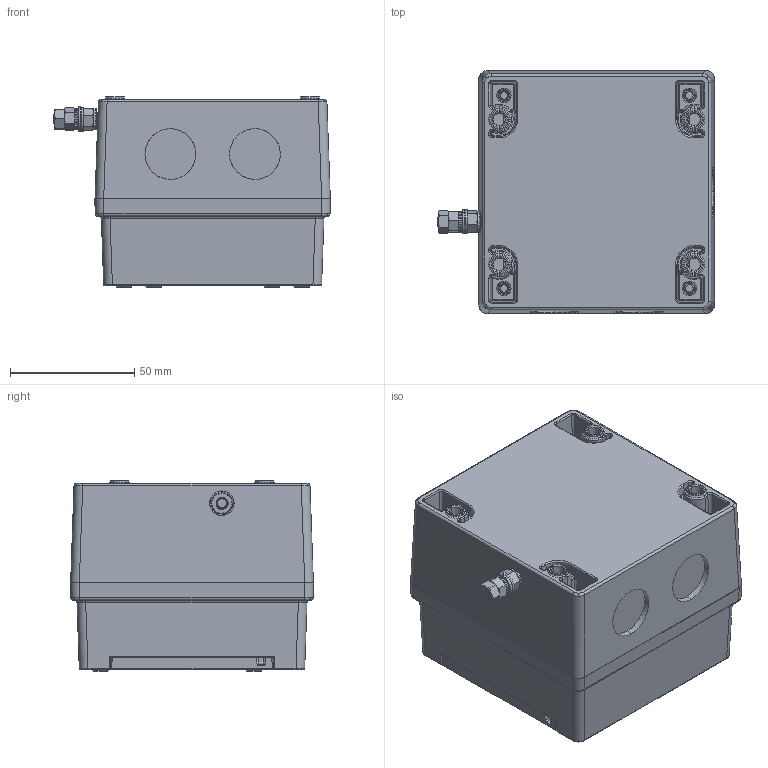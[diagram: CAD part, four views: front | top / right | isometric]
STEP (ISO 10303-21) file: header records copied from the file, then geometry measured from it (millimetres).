
FILE_DESCRIPTION (( 'STEP AP214' ), '1' );
FILE_NAME ('D150-00-001-3D_Issue_B.STEP', '2016-03-29T11:11:14', ( '' ), ( '' ), 'SwSTEP 2.0', 'SolidWorks 2016', '' );
FILE_SCHEMA (( 'AUTOMOTIVE_DESIGN' ));
Length unit declared in the file: millimetre
Products named in the file (16): exxD150-55-003-3D_Issue_1; exxSCHXSKTM4X8A4; exxGL4076215; exxD150-10-101-3D_Issue_B_Breakglass; exxD150-55-002-3D_Issue_1_Machined; D150-00-001-3D_Issue_B; exxSCHXSKTM4X40A4; exxD150-10-001-3D_Issue_B_Certification version; exxSCLNUTM20; exxWASGM5A4; exxWAM5A4; exxSCNUTM5A4; exxSCSTUDM5A4; exxD150-55-001-3D_Issue_1_Machined component; exxD150-10-301-3D_Issue_B_Breakglass; exxD150-50-003-3D_Issue_B
Assembly tree (26 placements, depth 4):
  D150-00-001-3D_Issue_B
    exxD150-10-301-3D_Issue_B_Breakglass
      exxD150-10-101-3D_Issue_B_Breakglass
        exxD150-55-002-3D_Issue_1_Machined
      exxGL4076215
      exxSCHXSKTM4X8A4  x4
      exxD150-55-003-3D_Issue_1
      exxD150-50-003-3D_Issue_B
    exxD150-10-001-3D_Issue_B_Certification version
      exxD150-55-001-3D_Issue_1_Machined component
      exxSCSTUDM5A4
      exxSCNUTM5A4  x3
      exxWAM5A4  x2
      exxWASGM5A4  x2
      exxSCLNUTM20  x2
    exxSCHXSKTM4X40A4  x4
Bounding box: 111.4 x 97.8 x 76.5 mm (x, y, z)
Volume: 546787.9 mm3; surface area: 121977.8 mm2
Topology: 24 solids, 35 shells, 2527 faces, 5905 edges, 3460 vertices
Faces by surface type: cylinder 702, plane 639, cone 432, torus 402, bspline 272, sphere 80
Entity records: 89566 total; most frequent: CARTESIAN_POINT 37735, DIRECTION 10822, ORIENTED_EDGE 10756, EDGE_CURVE 5378, AXIS2_PLACEMENT_3D 4355, VERTEX_POINT 3186, EDGE_LOOP 2446, FACE_OUTER_BOUND 2319
